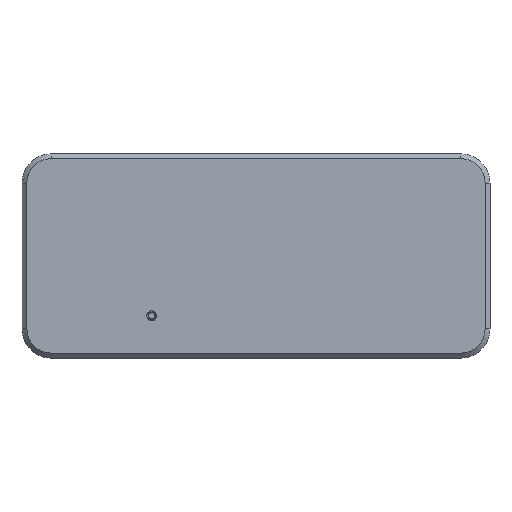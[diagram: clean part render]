
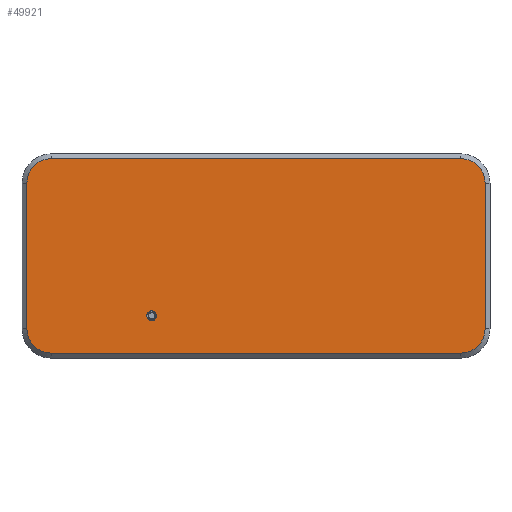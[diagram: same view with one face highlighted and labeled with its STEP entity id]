
A CAD part, top view. The second image highlights one B-rep face of the part: STEP entity #49921.
In plain terms, the highlighted planar face has unit normal (0, 0, 1).
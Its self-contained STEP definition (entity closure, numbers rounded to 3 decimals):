
#274=FACE_BOUND('',#6557,.T.);
#1487=CIRCLE('',#53148,5.);
#1489=CIRCLE('',#53152,5.);
#1491=CIRCLE('',#53156,5.);
#1493=CIRCLE('',#53160,5.);
#1501=CIRCLE('',#53173,1.);
#3918=FACE_OUTER_BOUND('',#6556,.T.);
#6556=EDGE_LOOP('',(#44400,#44401,#44402,#44403,#44404,#44405,#44406,#44407));
#6557=EDGE_LOOP('',(#44408));
#12790=LINE('',#79743,#19085);
#12795=LINE('',#79757,#19090);
#12799=LINE('',#79769,#19094);
#12803=LINE('',#79781,#19098);
#19085=VECTOR('',#65596,10.);
#19090=VECTOR('',#65609,10.);
#19094=VECTOR('',#65621,10.);
#19098=VECTOR('',#65633,10.);
#23662=VERTEX_POINT('',#79740);
#23663=VERTEX_POINT('',#79742);
#23666=VERTEX_POINT('',#79749);
#23668=VERTEX_POINT('',#79755);
#23670=VERTEX_POINT('',#79761);
#23672=VERTEX_POINT('',#79767);
#23674=VERTEX_POINT('',#79773);
#23676=VERTEX_POINT('',#79779);
#23694=VERTEX_POINT('',#79829);
#30574=EDGE_CURVE('',#23662,#23663,#12790,.T.);
#30578=EDGE_CURVE('',#23666,#23662,#1487,.T.);
#30581=EDGE_CURVE('',#23668,#23666,#12795,.T.);
#30584=EDGE_CURVE('',#23670,#23668,#1489,.T.);
#30587=EDGE_CURVE('',#23672,#23670,#12799,.T.);
#30590=EDGE_CURVE('',#23674,#23672,#1491,.T.);
#30593=EDGE_CURVE('',#23676,#23674,#12803,.T.);
#30595=EDGE_CURVE('',#23663,#23676,#1493,.T.);
#30618=EDGE_CURVE('',#23694,#23694,#1501,.T.);
#44400=ORIENTED_EDGE('',*,*,#30574,.F.);
#44401=ORIENTED_EDGE('',*,*,#30578,.F.);
#44402=ORIENTED_EDGE('',*,*,#30581,.F.);
#44403=ORIENTED_EDGE('',*,*,#30584,.F.);
#44404=ORIENTED_EDGE('',*,*,#30587,.F.);
#44405=ORIENTED_EDGE('',*,*,#30590,.F.);
#44406=ORIENTED_EDGE('',*,*,#30593,.F.);
#44407=ORIENTED_EDGE('',*,*,#30595,.F.);
#44408=ORIENTED_EDGE('',*,*,#30618,.T.);
#46750=PLANE('',#53172);
#49921=ADVANCED_FACE('',(#3918,#274),#46750,.T.);
#53148=AXIS2_PLACEMENT_3D('',#79751,#65602,#65603);
#53152=AXIS2_PLACEMENT_3D('',#79763,#65614,#65615);
#53156=AXIS2_PLACEMENT_3D('',#79775,#65626,#65627);
#53160=AXIS2_PLACEMENT_3D('',#79784,#65637,#65638);
#53172=AXIS2_PLACEMENT_3D('',#79828,#65676,#65677);
#53173=AXIS2_PLACEMENT_3D('',#79830,#65678,#65679);
#65596=DIRECTION('',(1.,0.,0.));
#65602=DIRECTION('center_axis',(0.,0.,-1.));
#65603=DIRECTION('ref_axis',(0.,1.,0.));
#65609=DIRECTION('',(0.,1.,0.));
#65614=DIRECTION('center_axis',(0.,0.,-1.));
#65615=DIRECTION('ref_axis',(-1.,0.,0.));
#65621=DIRECTION('',(-1.,0.,0.));
#65626=DIRECTION('center_axis',(0.,0.,-1.));
#65627=DIRECTION('ref_axis',(0.,-1.,0.));
#65633=DIRECTION('',(0.,-1.,0.));
#65637=DIRECTION('center_axis',(0.,0.,-1.));
#65638=DIRECTION('ref_axis',(1.,0.,0.));
#65676=DIRECTION('center_axis',(0.,0.,1.));
#65677=DIRECTION('ref_axis',(1.,0.,0.));
#65678=DIRECTION('center_axis',(0.,0.,-1.));
#65679=DIRECTION('ref_axis',(-1.,0.,0.));
#79740=CARTESIAN_POINT('',(-42.9,19.9,11.));
#79742=CARTESIAN_POINT('',(40.9,19.9,11.));
#79743=CARTESIAN_POINT('',(19.95,19.9,11.));
#79749=CARTESIAN_POINT('',(-47.9,14.9,11.));
#79751=CARTESIAN_POINT('Origin',(-42.9,14.9,11.));
#79755=CARTESIAN_POINT('',(-47.9,-14.9,11.));
#79757=CARTESIAN_POINT('',(-47.9,7.45,11.));
#79761=CARTESIAN_POINT('',(-42.9,-19.9,11.));
#79763=CARTESIAN_POINT('Origin',(-42.9,-14.9,11.));
#79767=CARTESIAN_POINT('',(40.9,-19.9,11.));
#79769=CARTESIAN_POINT('',(-21.95,-19.9,11.));
#79773=CARTESIAN_POINT('',(45.9,-14.9,11.));
#79775=CARTESIAN_POINT('Origin',(40.9,-14.9,11.));
#79779=CARTESIAN_POINT('',(45.9,14.9,11.));
#79781=CARTESIAN_POINT('',(45.9,-7.45,11.));
#79784=CARTESIAN_POINT('Origin',(40.9,14.9,11.));
#79828=CARTESIAN_POINT('Origin',(-1.,0.,11.));
#79829=CARTESIAN_POINT('',(-21.35,-12.25,11.));
#79830=CARTESIAN_POINT('Origin',(-22.35,-12.25,11.));
